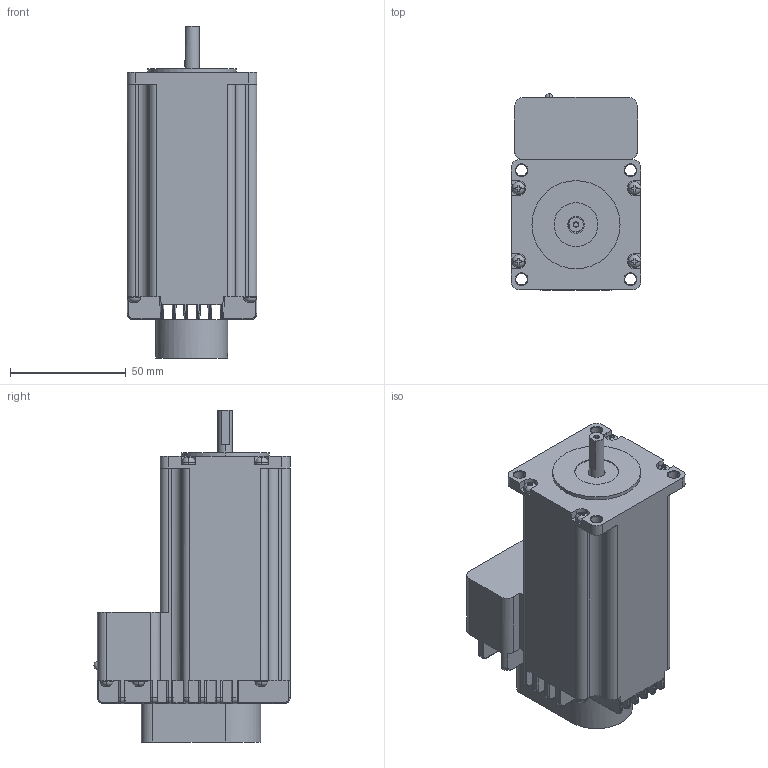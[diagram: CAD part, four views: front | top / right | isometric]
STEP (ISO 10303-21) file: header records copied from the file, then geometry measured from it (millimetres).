
FILE_DESCRIPTION (( 'STEP AP214' ), '1' );
FILE_NAME ('STP-MTRD-23065E.STEP', '2018-07-10T22:40:12', ( '' ), ( '' ), 'SwSTEP 2.0', 'SolidWorks 2017', '' );
FILE_SCHEMA (( 'AUTOMOTIVE_DESIGN' ));
Length unit declared in the file: centimetre
Products named in the file (1): STP-MTRD-23065E
Bounding box: 56.2 x 84.8 x 143.6 mm (x, y, z)
Volume: 359519.6 mm3; surface area: 50480.2 mm2
Topology: 1 solids, 1 shells, 711 faces, 1909 edges, 1210 vertices
Faces by surface type: plane 331, cylinder 259, bspline 61, torus 50, cone 10
Entity records: 29303 total; most frequent: CARTESIAN_POINT 6178, ORIENTED_EDGE 3818, DIRECTION 3441, EDGE_CURVE 1909, VERTEX_POINT 1210, AXIS2_PLACEMENT_3D 1192, VECTOR 1057, LINE 1057
